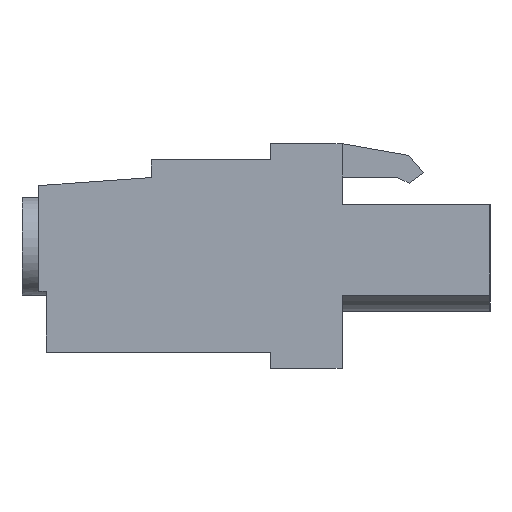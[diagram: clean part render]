
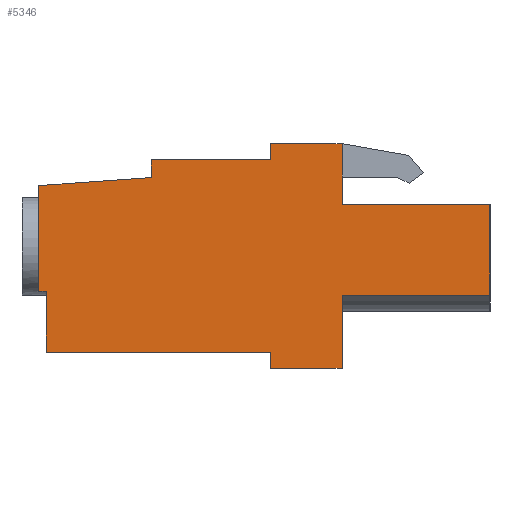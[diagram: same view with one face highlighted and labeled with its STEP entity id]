
A CAD part, left-side view. The second image highlights one B-rep face of the part: STEP entity #5346.
In plain terms, the highlighted planar face has unit normal (-1, 0, 0).
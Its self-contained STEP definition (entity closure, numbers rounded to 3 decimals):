
#402 = ORIENTED_EDGE ( 'NONE', *, *, #9981, .F. ) ;
#551 = CARTESIAN_POINT ( 'NONE',  ( 0., 12.3, 2.5 ) ) ;
#652 = VECTOR ( 'NONE', #6733, 1000. ) ;
#680 = CARTESIAN_POINT ( 'NONE',  ( 0., 24.9, -4.88 ) ) ;
#689 = EDGE_CURVE ( 'NONE', #1539, #4655, #9142, .T. ) ;
#691 = CARTESIAN_POINT ( 'NONE',  ( 0., 8.3, 0. ) ) ;
#735 = DIRECTION ( 'NONE',  ( 0., 1., 0. ) ) ;
#777 = CARTESIAN_POINT ( 'NONE',  ( 0., 8.3, -9.2 ) ) ;
#1015 = VERTEX_POINT ( 'NONE', #7698 ) ;
#1222 = LINE ( 'NONE', #4934, #10146 ) ;
#1243 = DIRECTION ( 'NONE',  ( 0., -1., 0. ) ) ;
#1508 = DIRECTION ( 'NONE',  ( 0., 0., -1. ) ) ;
#1520 = CARTESIAN_POINT ( 'NONE',  ( 0., 8.3, -5.1 ) ) ;
#1539 = VERTEX_POINT ( 'NONE', #9085 ) ;
#1654 = VECTOR ( 'NONE', #5138, 1000. ) ;
#1736 = ORIENTED_EDGE ( 'NONE', *, *, #5045, .F. ) ;
#1842 = LINE ( 'NONE', #10820, #10043 ) ;
#1881 = VECTOR ( 'NONE', #1243, 1000. ) ;
#1936 = EDGE_LOOP ( 'NONE', ( #8058, #14710, #8002, #2643, #1736, #6075, #402, #2659, #13274, #7565, #13087, #13156, #14878, #5518, #10509, #3820, #7356 ) ) ;
#2089 = VERTEX_POINT ( 'NONE', #11265 ) ;
#2239 = VERTEX_POINT ( 'NONE', #13563 ) ;
#2444 = EDGE_CURVE ( 'NONE', #14648, #11172, #14555, .T. ) ;
#2451 = AXIS2_PLACEMENT_3D ( 'NONE', #6090, #11946, #4960 ) ;
#2643 = ORIENTED_EDGE ( 'NONE', *, *, #6284, .F. ) ;
#2659 = ORIENTED_EDGE ( 'NONE', *, *, #11856, .F. ) ;
#2780 = VECTOR ( 'NONE', #8644, 1000. ) ;
#2946 = CARTESIAN_POINT ( 'NONE',  ( 0., 19., 1.5 ) ) ;
#3152 = VECTOR ( 'NONE', #4781, 1000. ) ;
#3154 = EDGE_CURVE ( 'NONE', #1015, #1539, #13884, .T. ) ;
#3319 = VECTOR ( 'NONE', #5878, 1000. ) ;
#3527 = EDGE_CURVE ( 'NONE', #5305, #13082, #4759, .T. ) ;
#3576 = CARTESIAN_POINT ( 'NONE',  ( 0., 12.3, 3.4 ) ) ;
#3595 = CARTESIAN_POINT ( 'NONE',  ( 0., 8.3, 0. ) ) ;
#3680 = CARTESIAN_POINT ( 'NONE',  ( 0., 0., 0. ) ) ;
#3820 = ORIENTED_EDGE ( 'NONE', *, *, #6235, .F. ) ;
#3821 = VECTOR ( 'NONE', #10812, 1000. ) ;
#3832 = CARTESIAN_POINT ( 'NONE',  ( 0., 12.3, -8.3 ) ) ;
#4070 = DIRECTION ( 'NONE',  ( 0., 0., 1. ) ) ;
#4177 = LINE ( 'NONE', #7305, #3821 ) ;
#4193 = VECTOR ( 'NONE', #9874, 1000. ) ;
#4427 = VERTEX_POINT ( 'NONE', #5280 ) ;
#4655 = VERTEX_POINT ( 'NONE', #6360 ) ;
#4759 = LINE ( 'NONE', #9795, #1654 ) ;
#4781 = DIRECTION ( 'NONE',  ( 0., 0., 1. ) ) ;
#4934 = CARTESIAN_POINT ( 'NONE',  ( 0., 25.3, 1.05 ) ) ;
#4960 = DIRECTION ( 'NONE',  ( 0., 0., -1. ) ) ;
#5045 = EDGE_CURVE ( 'NONE', #11172, #2239, #12362, .T. ) ;
#5138 = DIRECTION ( 'NONE',  ( 0., -1., 0. ) ) ;
#5280 = CARTESIAN_POINT ( 'NONE',  ( 0., 8.3, 3.4 ) ) ;
#5305 = VERTEX_POINT ( 'NONE', #7162 ) ;
#5346 = ADVANCED_FACE ( 'NONE', ( #14192 ), #8440, .F. ) ;
#5493 = VERTEX_POINT ( 'NONE', #2946 ) ;
#5518 = ORIENTED_EDGE ( 'NONE', *, *, #11263, .F. ) ;
#5787 = VECTOR ( 'NONE', #5925, 1000. ) ;
#5878 = DIRECTION ( 'NONE',  ( 0., 0., 1. ) ) ;
#5925 = DIRECTION ( 'NONE',  ( 0., 1., 0. ) ) ;
#6075 = ORIENTED_EDGE ( 'NONE', *, *, #2444, .F. ) ;
#6090 = CARTESIAN_POINT ( 'NONE',  ( 0., 0., 0. ) ) ;
#6107 = EDGE_CURVE ( 'NONE', #4427, #12137, #1842, .T. ) ;
#6235 = EDGE_CURVE ( 'NONE', #5493, #5305, #8953, .T. ) ;
#6284 = EDGE_CURVE ( 'NONE', #2239, #1015, #8220, .T. ) ;
#6360 = CARTESIAN_POINT ( 'NONE',  ( 0., 25.3, -2.38 ) ) ;
#6733 = DIRECTION ( 'NONE',  ( 0., 1., 0. ) ) ;
#7022 = CARTESIAN_POINT ( 'NONE',  ( 0., 12.3, 3.4 ) ) ;
#7162 = CARTESIAN_POINT ( 'NONE',  ( 0., 19., 2.5 ) ) ;
#7168 = DIRECTION ( 'NONE',  ( 0., 0., 1. ) ) ;
#7305 = CARTESIAN_POINT ( 'NONE',  ( 0., 0., 0. ) ) ;
#7356 = ORIENTED_EDGE ( 'NONE', *, *, #13787, .F. ) ;
#7565 = ORIENTED_EDGE ( 'NONE', *, *, #12291, .F. ) ;
#7698 = CARTESIAN_POINT ( 'NONE',  ( 0., 24.9, -4.88 ) ) ;
#7710 = CARTESIAN_POINT ( 'NONE',  ( 0., 8.3, -9.2 ) ) ;
#8002 = ORIENTED_EDGE ( 'NONE', *, *, #3154, .F. ) ;
#8058 = ORIENTED_EDGE ( 'NONE', *, *, #11566, .F. ) ;
#8220 = LINE ( 'NONE', #13435, #10942 ) ;
#8268 = CARTESIAN_POINT ( 'NONE',  ( 0., 12.3, -8.3 ) ) ;
#8367 = VECTOR ( 'NONE', #7168, 1000. ) ;
#8440 = PLANE ( 'NONE',  #2451 ) ;
#8542 = CARTESIAN_POINT ( 'NONE',  ( 0., 25.3, -4.88 ) ) ;
#8623 = LINE ( 'NONE', #11768, #3152 ) ;
#8644 = DIRECTION ( 'NONE',  ( 0., 0., 1. ) ) ;
#8844 = DIRECTION ( 'NONE',  ( 0., 1., 0. ) ) ;
#8953 = LINE ( 'NONE', #12150, #2780 ) ;
#9051 = EDGE_CURVE ( 'NONE', #2089, #11728, #13448, .T. ) ;
#9071 = CARTESIAN_POINT ( 'NONE',  ( 0., 12.3, 2.5 ) ) ;
#9085 = CARTESIAN_POINT ( 'NONE',  ( 0., 25.3, -4.88 ) ) ;
#9142 = LINE ( 'NONE', #8542, #3319 ) ;
#9204 = VECTOR ( 'NONE', #735, 1000. ) ;
#9322 = CARTESIAN_POINT ( 'NONE',  ( 0., 12.3, -9.2 ) ) ;
#9478 = EDGE_CURVE ( 'NONE', #12137, #12677, #13430, .T. ) ;
#9795 = CARTESIAN_POINT ( 'NONE',  ( 0., 19., 2.5 ) ) ;
#9874 = DIRECTION ( 'NONE',  ( 0., 0., -1. ) ) ;
#9899 = VECTOR ( 'NONE', #4070, 1000. ) ;
#9949 = VECTOR ( 'NONE', #11140, 1000. ) ;
#9981 = EDGE_CURVE ( 'NONE', #14545, #14648, #15029, .T. ) ;
#10043 = VECTOR ( 'NONE', #1508, 1000. ) ;
#10085 = LINE ( 'NONE', #3576, #1881 ) ;
#10146 = VECTOR ( 'NONE', #13118, 1000. ) ;
#10306 = CARTESIAN_POINT ( 'NONE',  ( 0., 12.3, -9.2 ) ) ;
#10509 = ORIENTED_EDGE ( 'NONE', *, *, #3527, .F. ) ;
#10812 = DIRECTION ( 'NONE',  ( 0., 0., -1. ) ) ;
#10820 = CARTESIAN_POINT ( 'NONE',  ( 0., 8.3, 1.53 ) ) ;
#10942 = VECTOR ( 'NONE', #11065, 1000. ) ;
#11031 = EDGE_CURVE ( 'NONE', #11563, #4427, #10085, .T. ) ;
#11065 = DIRECTION ( 'NONE',  ( 0., 0., 1. ) ) ;
#11113 = LINE ( 'NONE', #13398, #4193 ) ;
#11119 = VECTOR ( 'NONE', #8844, 1000. ) ;
#11140 = DIRECTION ( 'NONE',  ( 0., -1., 0. ) ) ;
#11172 = VERTEX_POINT ( 'NONE', #3832 ) ;
#11263 = EDGE_CURVE ( 'NONE', #13082, #11563, #13023, .T. ) ;
#11265 = CARTESIAN_POINT ( 'NONE',  ( 0., 0., -5.1 ) ) ;
#11563 = VERTEX_POINT ( 'NONE', #7022 ) ;
#11566 = EDGE_CURVE ( 'NONE', #4655, #14230, #8623, .T. ) ;
#11728 = VERTEX_POINT ( 'NONE', #1520 ) ;
#11768 = CARTESIAN_POINT ( 'NONE',  ( 0., 25.3, -4.88 ) ) ;
#11856 = EDGE_CURVE ( 'NONE', #11728, #14545, #11113, .T. ) ;
#11946 = DIRECTION ( 'NONE',  ( 1., 0., 0. ) ) ;
#12137 = VERTEX_POINT ( 'NONE', #3595 ) ;
#12150 = CARTESIAN_POINT ( 'NONE',  ( 0., 19., 1.5 ) ) ;
#12291 = EDGE_CURVE ( 'NONE', #12677, #2089, #4177, .T. ) ;
#12362 = LINE ( 'NONE', #8268, #5787 ) ;
#12677 = VERTEX_POINT ( 'NONE', #3680 ) ;
#13023 = LINE ( 'NONE', #551, #9899 ) ;
#13082 = VERTEX_POINT ( 'NONE', #9071 ) ;
#13087 = ORIENTED_EDGE ( 'NONE', *, *, #9478, .F. ) ;
#13118 = DIRECTION ( 'NONE',  ( 0., -0.997, 0.071 ) ) ;
#13156 = ORIENTED_EDGE ( 'NONE', *, *, #6107, .F. ) ;
#13274 = ORIENTED_EDGE ( 'NONE', *, *, #9051, .F. ) ;
#13398 = CARTESIAN_POINT ( 'NONE',  ( 0., 8.3, -5.1 ) ) ;
#13430 = LINE ( 'NONE', #691, #9949 ) ;
#13435 = CARTESIAN_POINT ( 'NONE',  ( 0., 24.9, -8.3 ) ) ;
#13448 = LINE ( 'NONE', #14863, #652 ) ;
#13563 = CARTESIAN_POINT ( 'NONE',  ( 0., 24.9, -8.3 ) ) ;
#13787 = EDGE_CURVE ( 'NONE', #14230, #5493, #1222, .T. ) ;
#13884 = LINE ( 'NONE', #680, #11119 ) ;
#14115 = CARTESIAN_POINT ( 'NONE',  ( 0., 25.3, 1.05 ) ) ;
#14192 = FACE_OUTER_BOUND ( 'NONE', #1936, .T. ) ;
#14230 = VERTEX_POINT ( 'NONE', #14115 ) ;
#14545 = VERTEX_POINT ( 'NONE', #777 ) ;
#14555 = LINE ( 'NONE', #9322, #8367 ) ;
#14648 = VERTEX_POINT ( 'NONE', #10306 ) ;
#14710 = ORIENTED_EDGE ( 'NONE', *, *, #689, .F. ) ;
#14863 = CARTESIAN_POINT ( 'NONE',  ( 0., 0., -5.1 ) ) ;
#14878 = ORIENTED_EDGE ( 'NONE', *, *, #11031, .F. ) ;
#15029 = LINE ( 'NONE', #7710, #9204 ) ;
